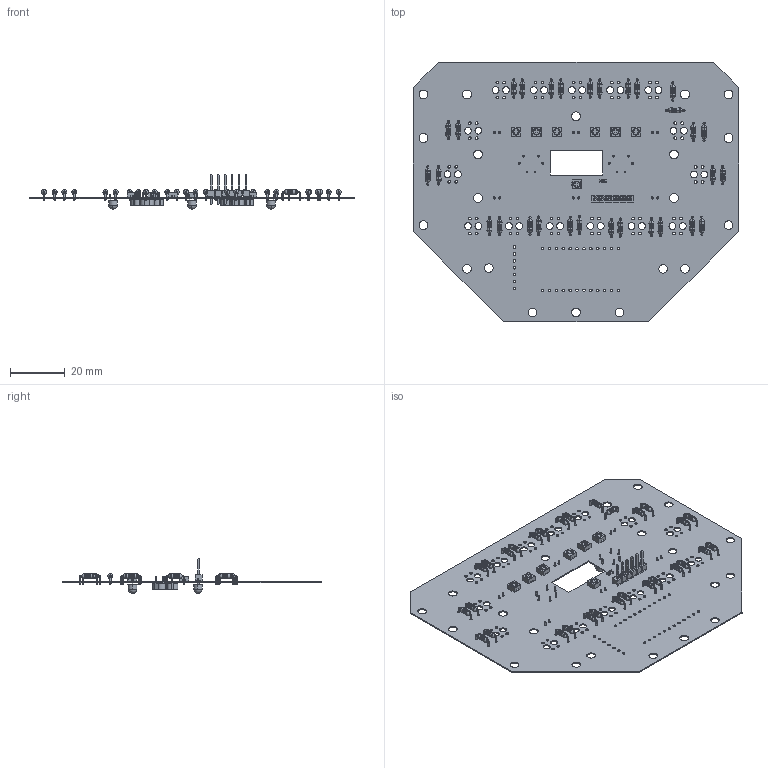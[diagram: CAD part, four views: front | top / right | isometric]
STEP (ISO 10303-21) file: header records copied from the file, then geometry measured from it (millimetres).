
FILE_DESCRIPTION(('Open CASCADE Model'),'2;1');
FILE_NAME('Open CASCADE Shape Model','2021-12-25T08:24:42',('Author'),( 'Open CASCADE'),'Open CASCADE STEP processor 6.8','Open CASCADE 6.8' ,'Unknown');
FILE_SCHEMA(('AUTOMOTIVE_DESIGN { 1 0 10303 214 1 1 1 1 }'));
Length unit declared in the file: millimetre
Products named in the file (64): PCB; Board; LDR6; LDR; R39; TRIMMER_PVG3A; ACIS_Solid_3314; ACIS_Solid_3223; ACIS_Solid_3378; ACIS_Solid_3586; ACIS_Solid_3259; R40; R38; R37; R36; R35; R34; R33; User_Library-0805(2012M)_Res; Header6; LDR5; LDR4; LDR3; LDR2; LDR1; D6; LED; D5; D4; D3; D2; D1; R16; Res_Normal_(0.25W); R15; R1; R2; R8; R7; R26 ...
Assembly tree (108 placements, depth 4):
  PCB
    Board
    LDR6
      LDR
    R39
      TRIMMER_PVG3A
        ACIS_Solid_3314
        ACIS_Solid_3223
        ACIS_Solid_3378
        ACIS_Solid_3586
        ACIS_Solid_3259
    R40
      TRIMMER_PVG3A
        ACIS_Solid_3314
        ACIS_Solid_3223
        ACIS_Solid_3378
        ACIS_Solid_3586
        ACIS_Solid_3259
    R38
      TRIMMER_PVG3A
        ACIS_Solid_3314
        ACIS_Solid_3223
        ACIS_Solid_3378
        ACIS_Solid_3586
        ACIS_Solid_3259
    R37
      TRIMMER_PVG3A
        ACIS_Solid_3314
        ACIS_Solid_3223
        ACIS_Solid_3378
        ACIS_Solid_3586
        ACIS_Solid_3259
    R36
      TRIMMER_PVG3A
        ACIS_Solid_3314
        ACIS_Solid_3223
        ACIS_Solid_3378
        ACIS_Solid_3586
        ACIS_Solid_3259
    R35
      TRIMMER_PVG3A
        ACIS_Solid_3314
        ACIS_Solid_3223
        ACIS_Solid_3378
        ACIS_Solid_3586
        ACIS_Solid_3259
    R34
      TRIMMER_PVG3A
        ACIS_Solid_3314
        ACIS_Solid_3223
        ACIS_Solid_3378
        ACIS_Solid_3586
        ACIS_Solid_3259
    R33
      User_Library-0805(2012M)_Res
    LDR
      Header6
    LDR5
      LDR
    LDR4
Bounding box: 119.38 x 95.25 x 12.69 mm (x, y, z)
Volume: 4964.4 mm3; surface area: 22544 mm2
Topology: 82 solids, 82 shells, 3176 faces, 7585 edges, 4610 vertices
Faces by surface type: plane 1213, cylinder 886, torus 660, revolution 180, cone 120, bspline 105, sphere 12
Full cylindrical faces by diameter (mm): 0.635 x12, 0.762 x72, 0.9 x37, 1 x60, 2.5 x30, 3.2 x13
Entity records: 43899 total; most frequent: CARTESIAN_POINT 10050, ORIENTED_EDGE 5926, DIRECTION 5774, EDGE_CURVE 2963, LINE 2126, VECTOR 2126, VERTEX_POINT 1899, AXIS2_PLACEMENT_3D 1821
